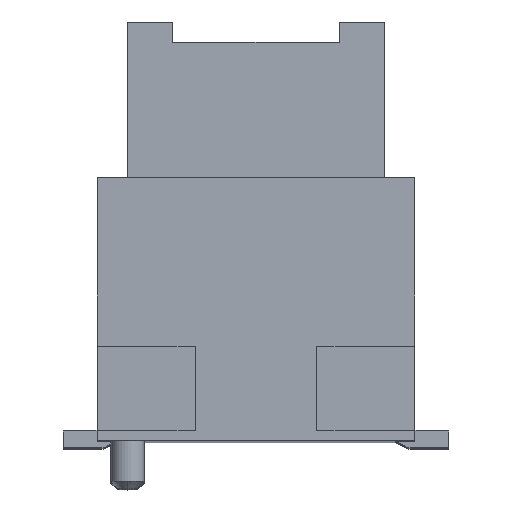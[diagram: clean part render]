
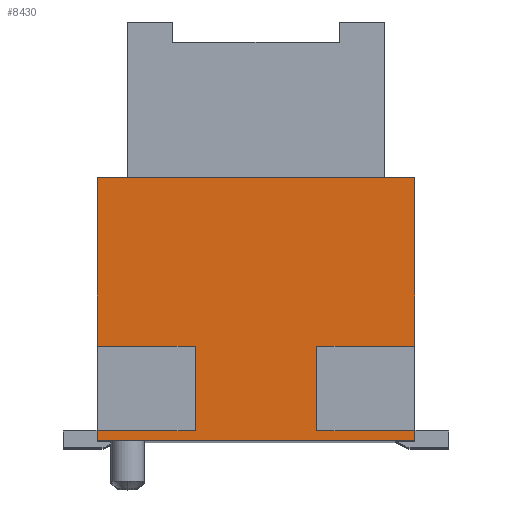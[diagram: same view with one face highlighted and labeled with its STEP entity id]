
A CAD part, top view. The second image highlights one B-rep face of the part: STEP entity #8430.
In plain terms, the highlighted planar face has unit normal (0, 0, 1).
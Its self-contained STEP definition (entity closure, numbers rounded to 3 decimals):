
#7400=CARTESIAN_POINT('',(-3.276,-0.16,1.875));
#7410=DIRECTION('',(0.,0.,1.));
#7420=DIRECTION('',(1.,0.,0.));
#7430=AXIS2_PLACEMENT_3D('',#7400,#7410,#7420);
#7440=PLANE('',#7430);
#7450=CARTESIAN_POINT('',(-2.309,0.,1.875));
#7460=DIRECTION('',(0.,-1.,0.));
#7470=VECTOR('',#7460,1.);
#7480=LINE('',#7450,#7470);
#7490=CARTESIAN_POINT('',(-2.309,1.338,1.875));
#7500=VERTEX_POINT('',#7490);
#7510=CARTESIAN_POINT('',(-2.309,0.088,1.875));
#7520=VERTEX_POINT('',#7510);
#7530=EDGE_CURVE('',#7500,#7520,#7480,.T.);
#7540=ORIENTED_EDGE('',*,*,#7530,.T.);
#7550=CARTESIAN_POINT('',(0.,1.338,1.875));
#7560=DIRECTION('',(1.,0.,0.));
#7570=VECTOR('',#7560,1.);
#7580=LINE('',#7550,#7570);
#7590=CARTESIAN_POINT('',(-3.159,1.338,1.875));
#7600=VERTEX_POINT('',#7590);
#7610=EDGE_CURVE('',#7600,#7500,#7580,.T.);
#7620=ORIENTED_EDGE('',*,*,#7610,.T.);
#7630=CARTESIAN_POINT('',(-3.159,0.,1.875));
#7640=DIRECTION('',(0.,1.,0.));
#7650=VECTOR('',#7640,1.);
#7660=LINE('',#7630,#7650);
#7670=CARTESIAN_POINT('',(-3.159,3.838,1.875));
#7680=VERTEX_POINT('',#7670);
#7690=EDGE_CURVE('',#7600,#7680,#7660,.T.);
#7700=ORIENTED_EDGE('',*,*,#7690,.F.);
#7710=CARTESIAN_POINT('',(0.,3.838,1.875));
#7720=DIRECTION('',(1.,0.,0.));
#7730=VECTOR('',#7720,1.);
#7740=LINE('',#7710,#7730);
#7750=CARTESIAN_POINT('',(1.541,3.838,1.875));
#7760=VERTEX_POINT('',#7750);
#7770=EDGE_CURVE('',#7680,#7760,#7740,.T.);
#7780=ORIENTED_EDGE('',*,*,#7770,.F.);
#7790=CARTESIAN_POINT('',(1.541,0.,1.875));
#7800=DIRECTION('',(0.,1.,0.));
#7810=VECTOR('',#7800,1.);
#7820=LINE('',#7790,#7810);
#7830=CARTESIAN_POINT('',(1.541,1.338,1.875));
#7840=VERTEX_POINT('',#7830);
#7850=EDGE_CURVE('',#7840,#7760,#7820,.T.);
#7860=ORIENTED_EDGE('',*,*,#7850,.T.);
#7870=CARTESIAN_POINT('',(0.,1.338,1.875));
#7880=DIRECTION('',(1.,0.,0.));
#7890=VECTOR('',#7880,1.);
#7900=LINE('',#7870,#7890);
#7910=CARTESIAN_POINT('',(0.691,1.338,1.875));
#7920=VERTEX_POINT('',#7910);
#7930=EDGE_CURVE('',#7920,#7840,#7900,.T.);
#7940=ORIENTED_EDGE('',*,*,#7930,.T.);
#7950=CARTESIAN_POINT('',(0.691,1.338,1.875));
#7960=DIRECTION('',(0.,-1.,0.));
#7970=VECTOR('',#7960,1.);
#7980=LINE('',#7950,#7970);
#7990=CARTESIAN_POINT('',(0.691,0.088,1.875));
#8000=VERTEX_POINT('',#7990);
#8010=EDGE_CURVE('',#7920,#8000,#7980,.T.);
#8020=ORIENTED_EDGE('',*,*,#8010,.F.);
#8030=CARTESIAN_POINT('',(0.,0.088,1.875));
#8040=DIRECTION('',(1.,0.,0.));
#8050=VECTOR('',#8040,1.);
#8060=LINE('',#8030,#8050);
#8070=CARTESIAN_POINT('',(1.541,0.088,1.875));
#8080=VERTEX_POINT('',#8070);
#8090=EDGE_CURVE('',#8000,#8080,#8060,.T.);
#8100=ORIENTED_EDGE('',*,*,#8090,.F.);
#8110=CARTESIAN_POINT('',(1.541,0.,1.875));
#8120=DIRECTION('',(0.,1.,0.));
#8130=VECTOR('',#8120,1.);
#8140=LINE('',#8110,#8130);
#8150=CARTESIAN_POINT('',(1.541,-0.062,1.875));
#8160=VERTEX_POINT('',#8150);
#8170=EDGE_CURVE('',#8160,#8080,#8140,.T.);
#8180=ORIENTED_EDGE('',*,*,#8170,.T.);
#8190=CARTESIAN_POINT('',(0.,-0.062,1.875));
#8200=DIRECTION('',(-1.,0.,0.));
#8210=VECTOR('',#8200,1.);
#8220=LINE('',#8190,#8210);
#8230=CARTESIAN_POINT('',(-3.159,-0.062,1.875));
#8240=VERTEX_POINT('',#8230);
#8250=EDGE_CURVE('',#8160,#8240,#8220,.T.);
#8260=ORIENTED_EDGE('',*,*,#8250,.F.);
#8270=CARTESIAN_POINT('',(-3.159,0.,1.875));
#8280=DIRECTION('',(0.,1.,0.));
#8290=VECTOR('',#8280,1.);
#8300=LINE('',#8270,#8290);
#8310=CARTESIAN_POINT('',(-3.159,0.088,1.875));
#8320=VERTEX_POINT('',#8310);
#8330=EDGE_CURVE('',#8240,#8320,#8300,.T.);
#8340=ORIENTED_EDGE('',*,*,#8330,.F.);
#8350=CARTESIAN_POINT('',(0.,0.088,1.875));
#8360=DIRECTION('',(1.,0.,0.));
#8370=VECTOR('',#8360,1.);
#8380=LINE('',#8350,#8370);
#8390=EDGE_CURVE('',#8320,#7520,#8380,.T.);
#8400=ORIENTED_EDGE('',*,*,#8390,.F.);
#8410=EDGE_LOOP('',(#8400,#8340,#8260,#8180,#8100,#8020,#7940,#7860,
#7780,#7700,#7620,#7540));
#8420=FACE_OUTER_BOUND('',#8410,.T.);
#8430=ADVANCED_FACE('',(#8420),#7440,.T.);
